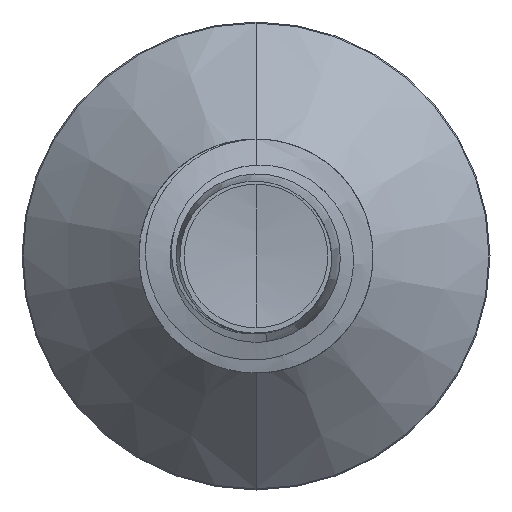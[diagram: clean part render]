
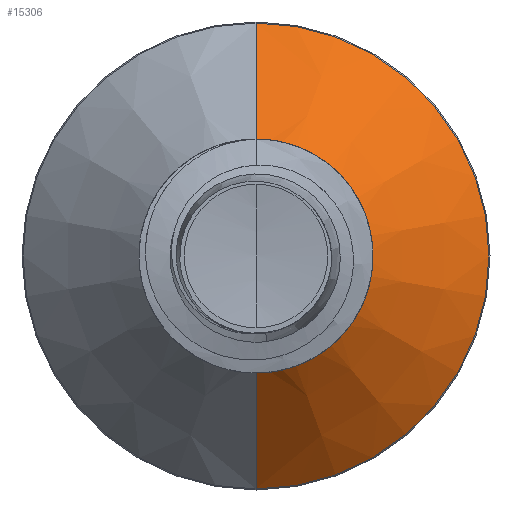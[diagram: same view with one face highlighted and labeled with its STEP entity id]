
A CAD part, front view. The second image highlights one B-rep face of the part: STEP entity #15306.
In plain terms, the highlighted conical face has half-angle 45 degrees and reference radius 0.638 mm.
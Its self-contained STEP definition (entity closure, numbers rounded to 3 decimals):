
#104 = ORIENTED_EDGE ( 'NONE', *, *, #13012, .T. ) ;
#158 = CARTESIAN_POINT ( 'NONE',  ( 0., 5.694, 1.394 ) ) ;
#535 = CARTESIAN_POINT ( 'NONE',  ( 0., 4.938, 0.638 ) ) ;
#546 = VERTEX_POINT ( 'NONE', #18352 ) ;
#1309 = CONICAL_SURFACE ( 'NONE', #8040, 0.638, 0.785 ) ;
#1840 = FACE_OUTER_BOUND ( 'NONE', #6196, .T. ) ;
#2004 = DIRECTION ( 'NONE',  ( 0., 0., 1. ) ) ;
#2770 = DIRECTION ( 'NONE',  ( 0., 1., 0. ) ) ;
#3328 = ORIENTED_EDGE ( 'NONE', *, *, #14262, .T. ) ;
#3509 = VERTEX_POINT ( 'NONE', #158 ) ;
#3728 = CARTESIAN_POINT ( 'NONE',  ( 0., 5.694, -1.394 ) ) ;
#4265 = DIRECTION ( 'NONE',  ( 0., 0.707, -0.707 ) ) ;
#4845 = VERTEX_POINT ( 'NONE', #3728 ) ;
#5897 = CARTESIAN_POINT ( 'NONE',  ( 0., 4.938, 0. ) ) ;
#6196 = EDGE_LOOP ( 'NONE', ( #104, #3328, #20198, #19888 ) ) ;
#6891 = CIRCLE ( 'NONE', #17621, 1.394 ) ;
#7554 = DIRECTION ( 'NONE',  ( 0., 0., 1. ) ) ;
#8040 = AXIS2_PLACEMENT_3D ( 'NONE', #11819, #17912, #2004 ) ;
#9687 = VECTOR ( 'NONE', #12062, 1000. ) ;
#9793 = VERTEX_POINT ( 'NONE', #16723 ) ;
#10896 = EDGE_CURVE ( 'NONE', #546, #3509, #13892, .T. ) ;
#11129 = CIRCLE ( 'NONE', #16579, 0.638 ) ;
#11819 = CARTESIAN_POINT ( 'NONE',  ( 0., 4.938, 0. ) ) ;
#12062 = DIRECTION ( 'NONE',  ( 0., 0.707, 0.707 ) ) ;
#12302 = CARTESIAN_POINT ( 'NONE',  ( 0., 4.938, -0.638 ) ) ;
#12543 = CARTESIAN_POINT ( 'NONE',  ( 0., 5.694, 0. ) ) ;
#13012 = EDGE_CURVE ( 'NONE', #546, #9793, #11129, .T. ) ;
#13157 = EDGE_CURVE ( 'NONE', #3509, #4845, #6891, .T. ) ;
#13371 = LINE ( 'NONE', #12302, #18720 ) ;
#13892 = LINE ( 'NONE', #535, #9687 ) ;
#14119 = DIRECTION ( 'NONE',  ( 0., 0., 1. ) ) ;
#14262 = EDGE_CURVE ( 'NONE', #9793, #4845, #13371, .T. ) ;
#15306 = ADVANCED_FACE ( 'NONE', ( #1840 ), #1309, .T. ) ;
#16579 = AXIS2_PLACEMENT_3D ( 'NONE', #5897, #16978, #7554 ) ;
#16723 = CARTESIAN_POINT ( 'NONE',  ( 0., 4.938, -0.638 ) ) ;
#16978 = DIRECTION ( 'NONE',  ( 0., 1., 0. ) ) ;
#17621 = AXIS2_PLACEMENT_3D ( 'NONE', #12543, #2770, #14119 ) ;
#17912 = DIRECTION ( 'NONE',  ( 0., 1., 0. ) ) ;
#18352 = CARTESIAN_POINT ( 'NONE',  ( 0., 4.938, 0.638 ) ) ;
#18720 = VECTOR ( 'NONE', #4265, 1000. ) ;
#19888 = ORIENTED_EDGE ( 'NONE', *, *, #10896, .F. ) ;
#20198 = ORIENTED_EDGE ( 'NONE', *, *, #13157, .F. ) ;
